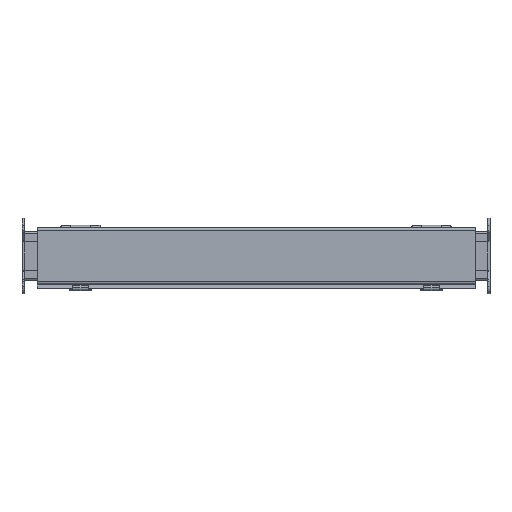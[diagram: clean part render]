
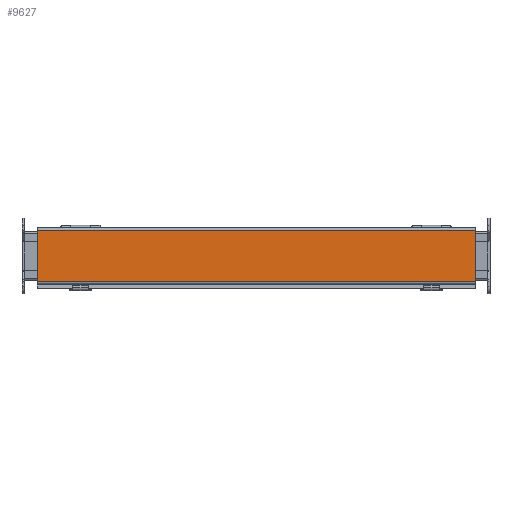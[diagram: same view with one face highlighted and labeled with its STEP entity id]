
A CAD part, top view. The second image highlights one B-rep face of the part: STEP entity #9627.
In plain terms, the highlighted planar face has unit normal (0, 0, 1).
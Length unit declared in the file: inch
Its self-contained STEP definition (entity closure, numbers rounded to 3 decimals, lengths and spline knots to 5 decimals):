
#292 = VECTOR ( 'NONE', #10479, 39.37008 ) ;
#412 = CARTESIAN_POINT ( 'NONE',  ( -11.218, -1.4385, 2.672 ) ) ;
#790 = CARTESIAN_POINT ( 'NONE',  ( -11.218, -1.4385, 2.672 ) ) ;
#1424 = EDGE_CURVE ( 'NONE', #8234, #5709, #4142, .T. ) ;
#2002 = DIRECTION ( 'NONE',  ( 0., 0., 1. ) ) ;
#2664 = DIRECTION ( 'NONE',  ( 1., 0., 0. ) ) ;
#2868 = CARTESIAN_POINT ( 'NONE',  ( -11.218, -1.3305, 2.672 ) ) ;
#2897 = FACE_OUTER_BOUND ( 'NONE', #9236, .T. ) ;
#2948 = DIRECTION ( 'NONE',  ( 1., 0., 0. ) ) ;
#3132 = LINE ( 'NONE', #9440, #8250 ) ;
#3261 = CARTESIAN_POINT ( 'NONE',  ( -11.218, 1.3285, 2.672 ) ) ;
#3845 = AXIS2_PLACEMENT_3D ( 'NONE', #790, #2002, #2664 ) ;
#4098 = ORIENTED_EDGE ( 'NONE', *, *, #1424, .T. ) ;
#4142 = LINE ( 'NONE', #412, #292 ) ;
#4959 = EDGE_CURVE ( 'NONE', #5709, #9351, #8532, .T. ) ;
#5709 = VERTEX_POINT ( 'NONE', #2868 ) ;
#5946 = ORIENTED_EDGE ( 'NONE', *, *, #9821, .T. ) ;
#6346 = EDGE_CURVE ( 'NONE', #9351, #10315, #7878, .T. ) ;
#6738 = CARTESIAN_POINT ( 'NONE',  ( 11.25, 1.3285, 2.672 ) ) ;
#7632 = CARTESIAN_POINT ( 'NONE',  ( -11.218, -1.3305, 2.672 ) ) ;
#7878 = LINE ( 'NONE', #8008, #8291 ) ;
#8008 = CARTESIAN_POINT ( 'NONE',  ( 11.25, -1.4385, 2.672 ) ) ;
#8116 = DIRECTION ( 'NONE',  ( 0., 1., 0. ) ) ;
#8234 = VERTEX_POINT ( 'NONE', #3261 ) ;
#8250 = VECTOR ( 'NONE', #10486, 39.37008 ) ;
#8291 = VECTOR ( 'NONE', #8116, 39.37008 ) ;
#8532 = LINE ( 'NONE', #7632, #9089 ) ;
#9014 = ORIENTED_EDGE ( 'NONE', *, *, #6346, .T. ) ;
#9089 = VECTOR ( 'NONE', #2948, 39.37008 ) ;
#9236 = EDGE_LOOP ( 'NONE', ( #4098, #10544, #9014, #5946 ) ) ;
#9351 = VERTEX_POINT ( 'NONE', #9529 ) ;
#9440 = CARTESIAN_POINT ( 'NONE',  ( -11.218, 1.3285, 2.672 ) ) ;
#9529 = CARTESIAN_POINT ( 'NONE',  ( 11.25, -1.3305, 2.672 ) ) ;
#9627 = ADVANCED_FACE ( 'NONE', ( #2897 ), #10244, .T. ) ;
#9821 = EDGE_CURVE ( 'NONE', #10315, #8234, #3132, .T. ) ;
#10244 = PLANE ( 'NONE',  #3845 ) ;
#10315 = VERTEX_POINT ( 'NONE', #6738 ) ;
#10479 = DIRECTION ( 'NONE',  ( 0., -1., 0. ) ) ;
#10486 = DIRECTION ( 'NONE',  ( -1., 0., 0. ) ) ;
#10544 = ORIENTED_EDGE ( 'NONE', *, *, #4959, .T. ) ;
